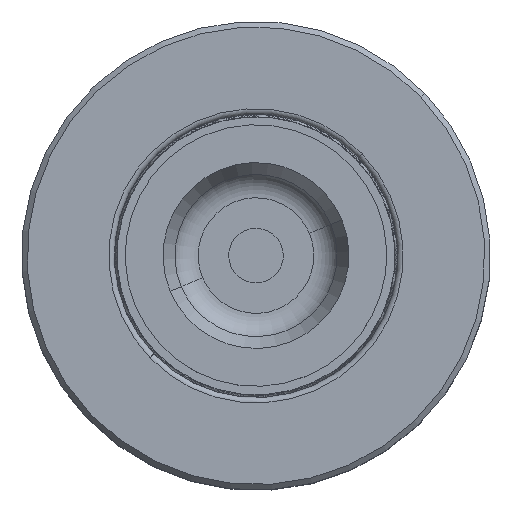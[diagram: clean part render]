
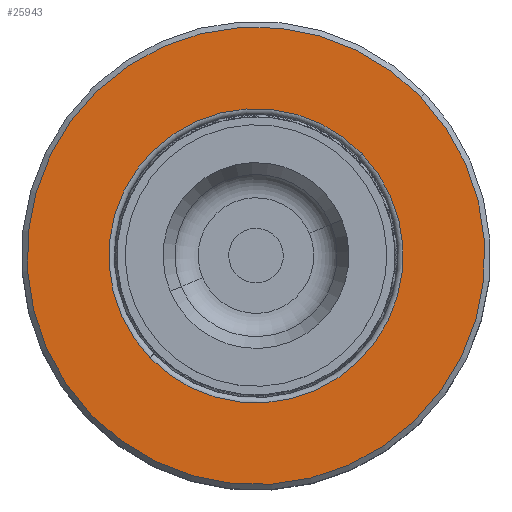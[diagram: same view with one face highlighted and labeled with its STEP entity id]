
A CAD part, top view. The second image highlights one B-rep face of the part: STEP entity #25943.
In plain terms, the highlighted face is planar.
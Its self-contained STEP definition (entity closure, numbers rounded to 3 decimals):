
#1028 = CARTESIAN_POINT ( 'NONE',  ( 0., 10.687, 0. ) ) ;
#2318 = PLANE ( 'NONE',  #9943 ) ;
#2592 = AXIS2_PLACEMENT_3D ( 'NONE', #37732, #14158, #23222 ) ;
#3057 = CARTESIAN_POINT ( 'NONE',  ( 0., 10.687, 0. ) ) ;
#3598 = CIRCLE ( 'NONE', #21951, 21. ) ;
#4913 = DIRECTION ( 'NONE',  ( 0., 0., 1. ) ) ;
#5945 = CARTESIAN_POINT ( 'NONE',  ( 0., 10.687, -13.5 ) ) ;
#6651 = EDGE_LOOP ( 'NONE', ( #15440, #9915 ) ) ;
#7644 = EDGE_CURVE ( 'NONE', #24788, #19316, #11109, .T. ) ;
#8586 = FACE_BOUND ( 'NONE', #10845, .T. ) ;
#9915 = ORIENTED_EDGE ( 'NONE', *, *, #11504, .F. ) ;
#9943 = AXIS2_PLACEMENT_3D ( 'NONE', #34655, #37396, #4913 ) ;
#10845 = EDGE_LOOP ( 'NONE', ( #20557, #30886 ) ) ;
#11109 = CIRCLE ( 'NONE', #31798, 13.5 ) ;
#11153 = VERTEX_POINT ( 'NONE', #12008 ) ;
#11504 = EDGE_CURVE ( 'NONE', #23803, #11153, #3598, .T. ) ;
#11834 = EDGE_CURVE ( 'NONE', #11153, #23803, #21651, .T. ) ;
#12008 = CARTESIAN_POINT ( 'NONE',  ( 0., 10.687, -21. ) ) ;
#12615 = DIRECTION ( 'NONE',  ( 0., 0., -1. ) ) ;
#13960 = CIRCLE ( 'NONE', #16433, 13.5 ) ;
#14158 = DIRECTION ( 'NONE',  ( 0., -1., 0. ) ) ;
#15440 = ORIENTED_EDGE ( 'NONE', *, *, #11834, .F. ) ;
#15937 = CARTESIAN_POINT ( 'NONE',  ( 0., 10.687, 21. ) ) ;
#16433 = AXIS2_PLACEMENT_3D ( 'NONE', #33473, #24692, #12615 ) ;
#19316 = VERTEX_POINT ( 'NONE', #5945 ) ;
#20557 = ORIENTED_EDGE ( 'NONE', *, *, #32799, .T. ) ;
#21651 = CIRCLE ( 'NONE', #2592, 21. ) ;
#21739 = DIRECTION ( 'NONE',  ( 0., 0., -1. ) ) ;
#21951 = AXIS2_PLACEMENT_3D ( 'NONE', #3057, #29611, #23784 ) ;
#22076 = FACE_OUTER_BOUND ( 'NONE', #6651, .T. ) ;
#23222 = DIRECTION ( 'NONE',  ( 0., 0., -1. ) ) ;
#23784 = DIRECTION ( 'NONE',  ( 0., 0., -1. ) ) ;
#23803 = VERTEX_POINT ( 'NONE', #15937 ) ;
#24692 = DIRECTION ( 'NONE',  ( 0., -1., 0. ) ) ;
#24788 = VERTEX_POINT ( 'NONE', #26988 ) ;
#25943 = ADVANCED_FACE ( 'NONE', ( #8586, #22076 ), #2318, .T. ) ;
#26988 = CARTESIAN_POINT ( 'NONE',  ( 0., 10.687, 13.5 ) ) ;
#27686 = DIRECTION ( 'NONE',  ( 0., -1., 0. ) ) ;
#29611 = DIRECTION ( 'NONE',  ( 0., -1., 0. ) ) ;
#30886 = ORIENTED_EDGE ( 'NONE', *, *, #7644, .T. ) ;
#31798 = AXIS2_PLACEMENT_3D ( 'NONE', #1028, #27686, #21739 ) ;
#32799 = EDGE_CURVE ( 'NONE', #19316, #24788, #13960, .T. ) ;
#33473 = CARTESIAN_POINT ( 'NONE',  ( 0., 10.687, 0. ) ) ;
#34655 = CARTESIAN_POINT ( 'NONE',  ( 21., 10.687, 0. ) ) ;
#37396 = DIRECTION ( 'NONE',  ( 0., 1., 0. ) ) ;
#37732 = CARTESIAN_POINT ( 'NONE',  ( 0., 10.687, 0. ) ) ;
